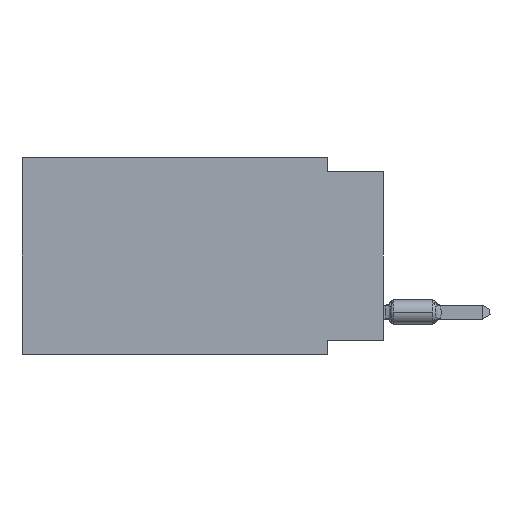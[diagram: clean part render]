
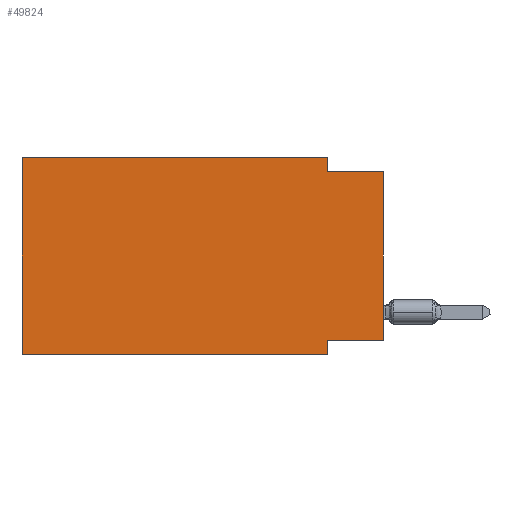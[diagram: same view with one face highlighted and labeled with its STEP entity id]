
A CAD part, left-side view. The second image highlights one B-rep face of the part: STEP entity #49824.
In plain terms, the highlighted planar face has unit normal (-1, 0, 0).
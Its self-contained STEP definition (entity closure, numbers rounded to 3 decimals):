
#28 = VERTEX_POINT ( 'NONE', #5733 ) ;
#157 = VERTEX_POINT ( 'NONE', #33414 ) ;
#612 = VECTOR ( 'NONE', #45294, 1000. ) ;
#1448 = DIRECTION ( 'NONE',  ( 0., -1., 0. ) ) ;
#1852 = VECTOR ( 'NONE', #17573, 1000. ) ;
#3526 = EDGE_CURVE ( 'NONE', #43999, #10496, #56156, .T. ) ;
#5733 = CARTESIAN_POINT ( 'NONE',  ( 0., 16.383, 0. ) ) ;
#5848 = DIRECTION ( 'NONE',  ( 0., -1., 0. ) ) ;
#6158 = VECTOR ( 'NONE', #27900, 1000. ) ;
#6495 = ORIENTED_EDGE ( 'NONE', *, *, #7254, .F. ) ;
#6507 = CARTESIAN_POINT ( 'NONE',  ( 0., 0., 0. ) ) ;
#6763 = VECTOR ( 'NONE', #19652, 1000. ) ;
#7254 = EDGE_CURVE ( 'NONE', #54604, #43999, #68654, .T. ) ;
#7416 = CARTESIAN_POINT ( 'NONE',  ( 0., 2.54, -8.89 ) ) ;
#8570 = EDGE_LOOP ( 'NONE', ( #26640, #47917, #6495, #21807, #15549, #40721, #43849, #39949 ) ) ;
#8776 = LINE ( 'NONE', #23517, #6763 ) ;
#10496 = VERTEX_POINT ( 'NONE', #43015 ) ;
#11706 = EDGE_CURVE ( 'NONE', #28, #54604, #11794, .T. ) ;
#11794 = LINE ( 'NONE', #53891, #24400 ) ;
#12100 = DIRECTION ( 'NONE',  ( 0., 0., 1. ) ) ;
#12743 = EDGE_CURVE ( 'NONE', #157, #27398, #18626, .T. ) ;
#15549 = ORIENTED_EDGE ( 'NONE', *, *, #33694, .F. ) ;
#17573 = DIRECTION ( 'NONE',  ( 0., 0., -1. ) ) ;
#18626 = LINE ( 'NONE', #28464, #30114 ) ;
#19039 = FACE_OUTER_BOUND ( 'NONE', #8570, .T. ) ;
#19652 = DIRECTION ( 'NONE',  ( 0., 0., 1. ) ) ;
#20084 = PLANE ( 'NONE',  #55340 ) ;
#20149 = VERTEX_POINT ( 'NONE', #38080 ) ;
#20950 = CARTESIAN_POINT ( 'NONE',  ( 0., 2.54, 0. ) ) ;
#21807 = ORIENTED_EDGE ( 'NONE', *, *, #11706, .F. ) ;
#23517 = CARTESIAN_POINT ( 'NONE',  ( 0., 16.383, 0. ) ) ;
#24400 = VECTOR ( 'NONE', #5848, 1000. ) ;
#25199 = LINE ( 'NONE', #7416, #1852 ) ;
#26351 = VECTOR ( 'NONE', #12100, 1000. ) ;
#26640 = ORIENTED_EDGE ( 'NONE', *, *, #29134, .T. ) ;
#27398 = VERTEX_POINT ( 'NONE', #48690 ) ;
#27900 = DIRECTION ( 'NONE',  ( 0., 1., 0. ) ) ;
#28464 = CARTESIAN_POINT ( 'NONE',  ( 0., 16.383, -8.89 ) ) ;
#29134 = EDGE_CURVE ( 'NONE', #20149, #10496, #44720, .T. ) ;
#29136 = EDGE_CURVE ( 'NONE', #20149, #41428, #66108, .T. ) ;
#30114 = VECTOR ( 'NONE', #1448, 1000. ) ;
#33414 = CARTESIAN_POINT ( 'NONE',  ( 0., 16.383, -8.89 ) ) ;
#33694 = EDGE_CURVE ( 'NONE', #157, #28, #8776, .T. ) ;
#36603 = CARTESIAN_POINT ( 'NONE',  ( 0., 2.54, -8.255 ) ) ;
#38080 = CARTESIAN_POINT ( 'NONE',  ( 0., 0., -8.255 ) ) ;
#38318 = CARTESIAN_POINT ( 'NONE',  ( 0., 2.54, -0.635 ) ) ;
#39949 = ORIENTED_EDGE ( 'NONE', *, *, #29136, .F. ) ;
#40706 = CARTESIAN_POINT ( 'NONE',  ( 0., 0., -0.635 ) ) ;
#40721 = ORIENTED_EDGE ( 'NONE', *, *, #12743, .T. ) ;
#41428 = VERTEX_POINT ( 'NONE', #36603 ) ;
#43015 = CARTESIAN_POINT ( 'NONE',  ( 0., 0., -0.635 ) ) ;
#43849 = ORIENTED_EDGE ( 'NONE', *, *, #46533, .F. ) ;
#43999 = VERTEX_POINT ( 'NONE', #38318 ) ;
#44720 = LINE ( 'NONE', #6507, #26351 ) ;
#45294 = DIRECTION ( 'NONE',  ( 0., -1., 0. ) ) ;
#46063 = DIRECTION ( 'NONE',  ( 1., 0., 0. ) ) ;
#46533 = EDGE_CURVE ( 'NONE', #41428, #27398, #25199, .T. ) ;
#47285 = DIRECTION ( 'NONE',  ( 0., 0., -1. ) ) ;
#47917 = ORIENTED_EDGE ( 'NONE', *, *, #3526, .F. ) ;
#48690 = CARTESIAN_POINT ( 'NONE',  ( 0., 2.54, -8.89 ) ) ;
#49824 = ADVANCED_FACE ( 'NONE', ( #19039 ), #20084, .F. ) ;
#51319 = CARTESIAN_POINT ( 'NONE',  ( 0., 16.383, 0. ) ) ;
#51660 = DIRECTION ( 'NONE',  ( 0., 0., -1. ) ) ;
#53891 = CARTESIAN_POINT ( 'NONE',  ( 0., 16.383, 0. ) ) ;
#54281 = CARTESIAN_POINT ( 'NONE',  ( 0., 2.54, 0. ) ) ;
#54556 = CARTESIAN_POINT ( 'NONE',  ( 0., 0., -8.255 ) ) ;
#54604 = VERTEX_POINT ( 'NONE', #54281 ) ;
#55340 = AXIS2_PLACEMENT_3D ( 'NONE', #51319, #46063, #51660 ) ;
#56156 = LINE ( 'NONE', #40706, #612 ) ;
#58001 = VECTOR ( 'NONE', #47285, 1000. ) ;
#66108 = LINE ( 'NONE', #54556, #6158 ) ;
#68654 = LINE ( 'NONE', #20950, #58001 ) ;
